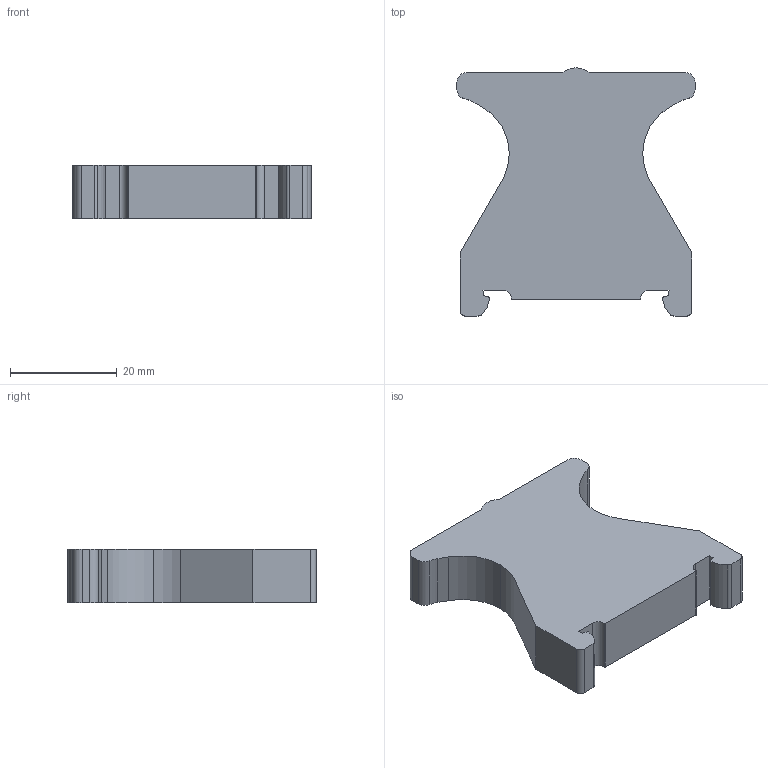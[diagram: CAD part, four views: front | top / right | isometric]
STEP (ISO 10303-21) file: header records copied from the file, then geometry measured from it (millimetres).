
FILE_DESCRIPTION (( 'STEP AP203' ), '1' );
FILE_NAME ('GRUP ETIKETI.STEP', '2022-03-21T11:30:57', ( '' ), ( '' ), 'SwSTEP 2.0', 'SolidWorks 2011', '' );
FILE_SCHEMA (( 'CONFIG_CONTROL_DESIGN' ));
Length unit declared in the file: millimetre
Products named in the file (1): GRUP ETIKETI
Bounding box: 44.5 x 46.39 x 10 mm (x, y, z)
Volume: 15221.5 mm3; surface area: 5085.2 mm2
Topology: 1 solids, 1 shells, 50 faces, 148 edges, 100 vertices
Faces by surface type: plane 27, cylinder 23
Entity records: 1775 total; most frequent: CARTESIAN_POINT 311, DIRECTION 296, ORIENTED_EDGE 296, EDGE_CURVE 148, AXIS2_PLACEMENT_3D 101, VERTEX_POINT 100, LINE 94, VECTOR 94
